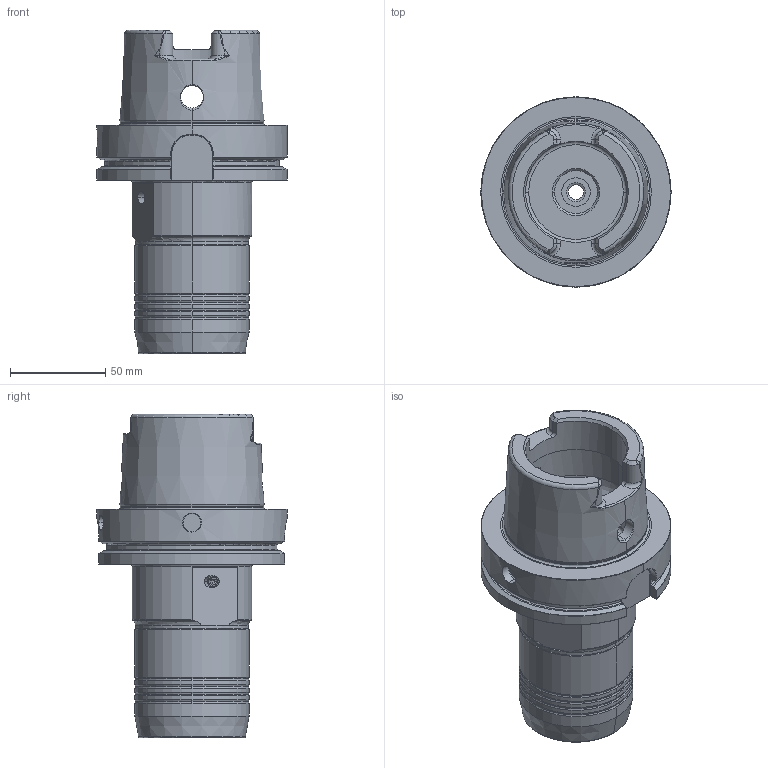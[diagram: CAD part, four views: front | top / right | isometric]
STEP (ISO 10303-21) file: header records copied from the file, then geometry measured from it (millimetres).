
FILE_DESCRIPTION (( 'STEP AP214' ), '1' );
FILE_NAME ('77.A10.032 X=120_step.STEP', '2020-09-22T06:17:31', ( '' ), ( '' ), 'SwSTEP 2.0', 'SolidWorks 2018', '' );
FILE_SCHEMA (( 'AUTOMOTIVE_DESIGN' ));
Length unit declared in the file: millimetre
Products named in the file (1): 77.A10.032 X=120_step
Bounding box: 99.93 x 99.93 x 169.9 mm (x, y, z)
Volume: 459262.1 mm3; surface area: 107183.3 mm2
Topology: 9 solids, 9 shells, 530 faces, 1256 edges, 750 vertices
Faces by surface type: cylinder 157, torus 112, plane 111, cone 108, bspline 38, sphere 4
Entity records: 26901 total; most frequent: CARTESIAN_POINT 9010, DIRECTION 2576, ORIENTED_EDGE 2482, EDGE_CURVE 1241, AXIS2_PLACEMENT_3D 1092, VERTEX_POINT 747, CIRCLE 599, EDGE_LOOP 566
